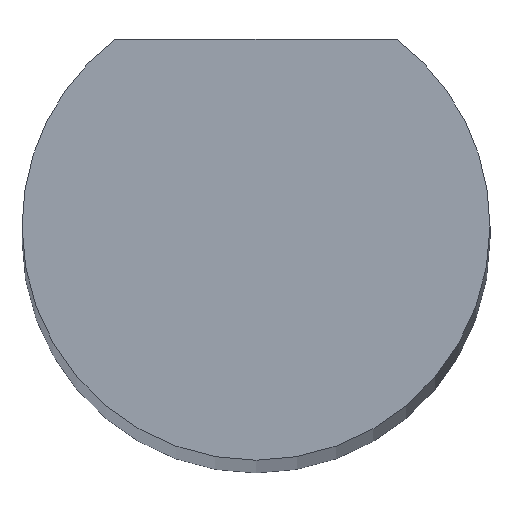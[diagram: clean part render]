
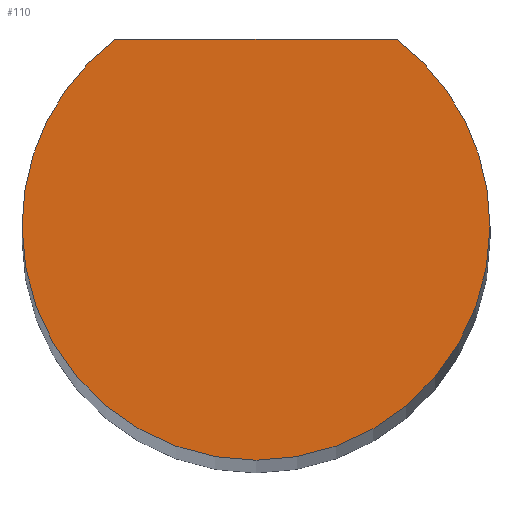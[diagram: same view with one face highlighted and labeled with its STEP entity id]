
A CAD part, top view. The second image highlights one B-rep face of the part: STEP entity #110.
In plain terms, the highlighted planar face has unit normal (0, 0, 1).
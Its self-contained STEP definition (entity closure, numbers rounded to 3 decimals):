
#5 = DIRECTION ( 'NONE',  ( 1., 0., 0. ) ) ;
#18 = EDGE_CURVE ( 'NONE', #177, #240, #100, .T. ) ;
#20 = CARTESIAN_POINT ( 'NONE',  ( 0., 0., 78. ) ) ;
#22 = PLANE ( 'NONE',  #46 ) ;
#25 = AXIS2_PLACEMENT_3D ( 'NONE', #191, #43, #92 ) ;
#31 = CIRCLE ( 'NONE', #25, 5. ) ;
#32 = ORIENTED_EDGE ( 'NONE', *, *, #59, .F. ) ;
#39 = CARTESIAN_POINT ( 'NONE',  ( -5., 0., 78. ) ) ;
#41 = CARTESIAN_POINT ( 'NONE',  ( 5., 0., 78. ) ) ;
#42 = CARTESIAN_POINT ( 'NONE',  ( 3., 4., 78. ) ) ;
#43 = DIRECTION ( 'NONE',  ( 0., 0., 1. ) ) ;
#46 = AXIS2_PLACEMENT_3D ( 'NONE', #91, #58, #5 ) ;
#56 = DIRECTION ( 'NONE',  ( 0., 0., 1. ) ) ;
#58 = DIRECTION ( 'NONE',  ( 0., 0., 1. ) ) ;
#59 = EDGE_CURVE ( 'NONE', #61, #160, #88, .T. ) ;
#61 = VERTEX_POINT ( 'NONE', #114 ) ;
#65 = AXIS2_PLACEMENT_3D ( 'NONE', #202, #68, #220 ) ;
#67 = EDGE_CURVE ( 'NONE', #61, #177, #31, .T. ) ;
#68 = DIRECTION ( 'NONE',  ( 0., 0., 1. ) ) ;
#87 = CIRCLE ( 'NONE', #231, 5. ) ;
#88 = LINE ( 'NONE', #159, #93 ) ;
#91 = CARTESIAN_POINT ( 'NONE',  ( 0., 0., 78. ) ) ;
#92 = DIRECTION ( 'NONE',  ( 1., 0., 0. ) ) ;
#93 = VECTOR ( 'NONE', #126, 1000. ) ;
#100 = CIRCLE ( 'NONE', #65, 5. ) ;
#110 = ADVANCED_FACE ( 'NONE', ( #200 ), #22, .T. ) ;
#114 = CARTESIAN_POINT ( 'NONE',  ( -3., 4., 78. ) ) ;
#126 = DIRECTION ( 'NONE',  ( 1., 0., 0. ) ) ;
#145 = ORIENTED_EDGE ( 'NONE', *, *, #67, .T. ) ;
#153 = DIRECTION ( 'NONE',  ( 1., 0., 0. ) ) ;
#159 = CARTESIAN_POINT ( 'NONE',  ( -3., 4., 78. ) ) ;
#160 = VERTEX_POINT ( 'NONE', #42 ) ;
#177 = VERTEX_POINT ( 'NONE', #39 ) ;
#182 = EDGE_CURVE ( 'NONE', #240, #160, #87, .T. ) ;
#191 = CARTESIAN_POINT ( 'NONE',  ( 0., 0., 78. ) ) ;
#200 = FACE_OUTER_BOUND ( 'NONE', #234, .T. ) ;
#201 = ORIENTED_EDGE ( 'NONE', *, *, #18, .T. ) ;
#202 = CARTESIAN_POINT ( 'NONE',  ( 0., 0., 78. ) ) ;
#207 = ORIENTED_EDGE ( 'NONE', *, *, #182, .T. ) ;
#220 = DIRECTION ( 'NONE',  ( 1., 0., 0. ) ) ;
#231 = AXIS2_PLACEMENT_3D ( 'NONE', #20, #56, #153 ) ;
#234 = EDGE_LOOP ( 'NONE', ( #32, #145, #201, #207 ) ) ;
#240 = VERTEX_POINT ( 'NONE', #41 ) ;
